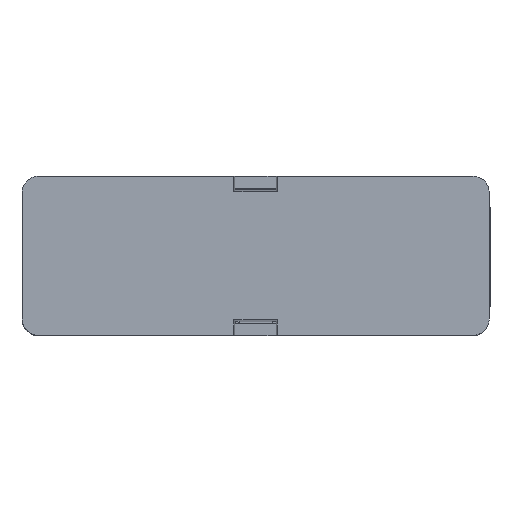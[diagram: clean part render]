
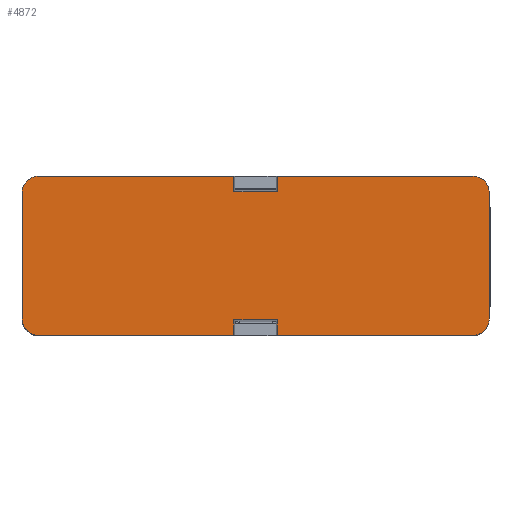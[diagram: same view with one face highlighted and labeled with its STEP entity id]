
A CAD part, top view. The second image highlights one B-rep face of the part: STEP entity #4872.
In plain terms, the highlighted planar face has unit normal (0, 0, 1).
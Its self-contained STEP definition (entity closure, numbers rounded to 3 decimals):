
#10 = VECTOR ( 'NONE', #3196, 1000. ) ;
#17 = CIRCLE ( 'NONE', #2304, 2.032 ) ;
#146 = EDGE_CURVE ( 'NONE', #1682, #6046, #6937, .T. ) ;
#156 = CARTESIAN_POINT ( 'NONE',  ( 2.673, 7.857, 2.54 ) ) ;
#250 = DIRECTION ( 'NONE',  ( 1., 0., 0. ) ) ;
#404 = AXIS2_PLACEMENT_3D ( 'NONE', #3960, #1514, #5756 ) ;
#447 = ORIENTED_EDGE ( 'NONE', *, *, #709, .F. ) ;
#470 = EDGE_CURVE ( 'NONE', #1930, #7847, #17, .T. ) ;
#590 = VECTOR ( 'NONE', #6135, 1000. ) ;
#709 = EDGE_CURVE ( 'NONE', #1098, #1738, #5731, .T. ) ;
#828 = CARTESIAN_POINT ( 'NONE',  ( -2.673, -7.857, 2.54 ) ) ;
#939 = DIRECTION ( 'NONE',  ( 1., 0., 0. ) ) ;
#967 = ORIENTED_EDGE ( 'NONE', *, *, #5946, .F. ) ;
#1033 = VERTEX_POINT ( 'NONE', #5551 ) ;
#1098 = VERTEX_POINT ( 'NONE', #1220 ) ;
#1206 = CARTESIAN_POINT ( 'NONE',  ( 26.643, -9.793, 2.54 ) ) ;
#1220 = CARTESIAN_POINT ( 'NONE',  ( 26.643, -9.793, 2.54 ) ) ;
#1285 = CARTESIAN_POINT ( 'NONE',  ( -2.673, -9.793, 2.54 ) ) ;
#1361 = FACE_OUTER_BOUND ( 'NONE', #6958, .T. ) ;
#1506 = LINE ( 'NONE', #1556, #1790 ) ;
#1514 = DIRECTION ( 'NONE',  ( 0., 0., 1. ) ) ;
#1556 = CARTESIAN_POINT ( 'NONE',  ( 2.673, 9.793, 2.54 ) ) ;
#1611 = LINE ( 'NONE', #1285, #10 ) ;
#1654 = VERTEX_POINT ( 'NONE', #2577 ) ;
#1682 = VERTEX_POINT ( 'NONE', #7454 ) ;
#1738 = VERTEX_POINT ( 'NONE', #7538 ) ;
#1790 = VECTOR ( 'NONE', #3319, 1000. ) ;
#1816 = ORIENTED_EDGE ( 'NONE', *, *, #3929, .F. ) ;
#1817 = CARTESIAN_POINT ( 'NONE',  ( 2.673, 9.793, 2.54 ) ) ;
#1849 = ORIENTED_EDGE ( 'NONE', *, *, #146, .T. ) ;
#1930 = VERTEX_POINT ( 'NONE', #7176 ) ;
#1972 = CIRCLE ( 'NONE', #3524, 2.032 ) ;
#2016 = DIRECTION ( 'NONE',  ( 0., -1., 0. ) ) ;
#2050 = CARTESIAN_POINT ( 'NONE',  ( 26.643, -7.761, 2.54 ) ) ;
#2081 = CARTESIAN_POINT ( 'NONE',  ( -26.643, -7.761, 2.54 ) ) ;
#2118 = ORIENTED_EDGE ( 'NONE', *, *, #7783, .F. ) ;
#2158 = CARTESIAN_POINT ( 'NONE',  ( 2.673, -9.793, 2.54 ) ) ;
#2171 = VECTOR ( 'NONE', #4756, 1000. ) ;
#2293 = EDGE_CURVE ( 'NONE', #6318, #7347, #2653, .T. ) ;
#2304 = AXIS2_PLACEMENT_3D ( 'NONE', #2081, #6910, #250 ) ;
#2341 = EDGE_CURVE ( 'NONE', #1738, #6831, #4197, .T. ) ;
#2496 = AXIS2_PLACEMENT_3D ( 'NONE', #2050, #6289, #7678 ) ;
#2519 = CARTESIAN_POINT ( 'NONE',  ( -26.643, 9.793, 2.54 ) ) ;
#2521 = VECTOR ( 'NONE', #2894, 1000. ) ;
#2577 = CARTESIAN_POINT ( 'NONE',  ( -2.673, 9.793, 2.54 ) ) ;
#2653 = LINE ( 'NONE', #3277, #3516 ) ;
#2693 = DIRECTION ( 'NONE',  ( 0., 0., 1. ) ) ;
#2743 = EDGE_CURVE ( 'NONE', #1033, #4833, #7578, .T. ) ;
#2894 = DIRECTION ( 'NONE',  ( -1., 0., 0. ) ) ;
#2917 = CARTESIAN_POINT ( 'NONE',  ( -2.673, 9.793, 2.54 ) ) ;
#2971 = CARTESIAN_POINT ( 'NONE',  ( -26.643, -9.793, 2.54 ) ) ;
#3007 = CARTESIAN_POINT ( 'NONE',  ( 26.643, 9.793, 2.54 ) ) ;
#3073 = CARTESIAN_POINT ( 'NONE',  ( 0., 0., 2.54 ) ) ;
#3196 = DIRECTION ( 'NONE',  ( -1., 0., 0. ) ) ;
#3277 = CARTESIAN_POINT ( 'NONE',  ( 28.675, -7.761, 2.54 ) ) ;
#3281 = CARTESIAN_POINT ( 'NONE',  ( 28.675, 7.761, 2.54 ) ) ;
#3298 = DIRECTION ( 'NONE',  ( 0., 1., 0. ) ) ;
#3319 = DIRECTION ( 'NONE',  ( 1., 0., 0. ) ) ;
#3459 = DIRECTION ( 'NONE',  ( -1., 0., 0. ) ) ;
#3471 = CIRCLE ( 'NONE', #404, 2.032 ) ;
#3516 = VECTOR ( 'NONE', #3298, 1000. ) ;
#3524 = AXIS2_PLACEMENT_3D ( 'NONE', #7514, #2693, #939 ) ;
#3538 = CARTESIAN_POINT ( 'NONE',  ( -28.675, -7.761, 2.54 ) ) ;
#3548 = ORIENTED_EDGE ( 'NONE', *, *, #2293, .T. ) ;
#3822 = VECTOR ( 'NONE', #3459, 1000. ) ;
#3823 = DIRECTION ( 'NONE',  ( 0., 1., 0. ) ) ;
#3920 = DIRECTION ( 'NONE',  ( 0., 1., 0. ) ) ;
#3929 = EDGE_CURVE ( 'NONE', #5081, #1654, #6656, .T. ) ;
#3960 = CARTESIAN_POINT ( 'NONE',  ( 26.643, 7.761, 2.54 ) ) ;
#4172 = ORIENTED_EDGE ( 'NONE', *, *, #7364, .T. ) ;
#4197 = LINE ( 'NONE', #2158, #6447 ) ;
#4271 = CARTESIAN_POINT ( 'NONE',  ( -28.675, 7.761, 2.54 ) ) ;
#4389 = VECTOR ( 'NONE', #5910, 1000. ) ;
#4586 = LINE ( 'NONE', #7089, #3822 ) ;
#4756 = DIRECTION ( 'NONE',  ( 0., 1., 0. ) ) ;
#4826 = DIRECTION ( 'NONE',  ( 0., 0., 1. ) ) ;
#4833 = VERTEX_POINT ( 'NONE', #6009 ) ;
#4872 = ADVANCED_FACE ( 'NONE', ( #1361 ), #4905, .T. ) ;
#4905 = PLANE ( 'NONE',  #5875 ) ;
#4982 = CARTESIAN_POINT ( 'NONE',  ( -26.643, 9.793, 2.54 ) ) ;
#5066 = EDGE_CURVE ( 'NONE', #1682, #7860, #7535, .T. ) ;
#5074 = ORIENTED_EDGE ( 'NONE', *, *, #5167, .T. ) ;
#5081 = VERTEX_POINT ( 'NONE', #2519 ) ;
#5167 = EDGE_CURVE ( 'NONE', #7347, #5427, #3471, .T. ) ;
#5427 = VERTEX_POINT ( 'NONE', #3007 ) ;
#5430 = ORIENTED_EDGE ( 'NONE', *, *, #7207, .F. ) ;
#5447 = ORIENTED_EDGE ( 'NONE', *, *, #5066, .F. ) ;
#5473 = DIRECTION ( 'NONE',  ( -1., 0., 0. ) ) ;
#5551 = CARTESIAN_POINT ( 'NONE',  ( -2.673, -7.857, 2.54 ) ) ;
#5731 = LINE ( 'NONE', #1206, #2521 ) ;
#5756 = DIRECTION ( 'NONE',  ( 1., 0., 0. ) ) ;
#5873 = CIRCLE ( 'NONE', #2496, 2.032 ) ;
#5875 = AXIS2_PLACEMENT_3D ( 'NONE', #3073, #4826, #7831 ) ;
#5910 = DIRECTION ( 'NONE',  ( 0., -1., 0. ) ) ;
#5946 = EDGE_CURVE ( 'NONE', #6831, #1033, #4586, .T. ) ;
#5974 = ORIENTED_EDGE ( 'NONE', *, *, #6904, .T. ) ;
#5979 = CARTESIAN_POINT ( 'NONE',  ( -2.673, 7.857, 2.54 ) ) ;
#6002 = VECTOR ( 'NONE', #3823, 1000. ) ;
#6009 = CARTESIAN_POINT ( 'NONE',  ( -2.673, -9.793, 2.54 ) ) ;
#6026 = VERTEX_POINT ( 'NONE', #4271 ) ;
#6046 = VERTEX_POINT ( 'NONE', #5979 ) ;
#6135 = DIRECTION ( 'NONE',  ( 1., 0., 0. ) ) ;
#6173 = VECTOR ( 'NONE', #5473, 1000. ) ;
#6189 = ORIENTED_EDGE ( 'NONE', *, *, #470, .T. ) ;
#6289 = DIRECTION ( 'NONE',  ( 0., 0., 1. ) ) ;
#6308 = CARTESIAN_POINT ( 'NONE',  ( 28.675, -7.761, 2.54 ) ) ;
#6318 = VERTEX_POINT ( 'NONE', #6308 ) ;
#6447 = VECTOR ( 'NONE', #3920, 1000. ) ;
#6502 = ORIENTED_EDGE ( 'NONE', *, *, #2341, .F. ) ;
#6656 = LINE ( 'NONE', #4982, #590 ) ;
#6793 = EDGE_CURVE ( 'NONE', #4833, #7847, #1611, .T. ) ;
#6831 = VERTEX_POINT ( 'NONE', #7595 ) ;
#6866 = ORIENTED_EDGE ( 'NONE', *, *, #6793, .F. ) ;
#6904 = EDGE_CURVE ( 'NONE', #1098, #6318, #5873, .T. ) ;
#6910 = DIRECTION ( 'NONE',  ( 0., 0., 1. ) ) ;
#6937 = LINE ( 'NONE', #7238, #6173 ) ;
#6958 = EDGE_LOOP ( 'NONE', ( #2118, #6189, #6866, #7551, #967, #6502, #447, #5974, #3548, #5074, #7242, #5447, #1849, #5430, #1816, #4172 ) ) ;
#7074 = EDGE_CURVE ( 'NONE', #7860, #5427, #1506, .T. ) ;
#7089 = CARTESIAN_POINT ( 'NONE',  ( 2.673, -7.857, 2.54 ) ) ;
#7176 = CARTESIAN_POINT ( 'NONE',  ( -28.675, -7.761, 2.54 ) ) ;
#7207 = EDGE_CURVE ( 'NONE', #1654, #6046, #7690, .T. ) ;
#7238 = CARTESIAN_POINT ( 'NONE',  ( 2.673, 7.857, 2.54 ) ) ;
#7242 = ORIENTED_EDGE ( 'NONE', *, *, #7074, .F. ) ;
#7347 = VERTEX_POINT ( 'NONE', #3281 ) ;
#7364 = EDGE_CURVE ( 'NONE', #5081, #6026, #1972, .T. ) ;
#7454 = CARTESIAN_POINT ( 'NONE',  ( 2.673, 7.857, 2.54 ) ) ;
#7514 = CARTESIAN_POINT ( 'NONE',  ( -26.643, 7.761, 2.54 ) ) ;
#7535 = LINE ( 'NONE', #156, #6002 ) ;
#7538 = CARTESIAN_POINT ( 'NONE',  ( 2.673, -9.793, 2.54 ) ) ;
#7551 = ORIENTED_EDGE ( 'NONE', *, *, #2743, .F. ) ;
#7578 = LINE ( 'NONE', #828, #7674 ) ;
#7582 = LINE ( 'NONE', #3538, #2171 ) ;
#7595 = CARTESIAN_POINT ( 'NONE',  ( 2.673, -7.857, 2.54 ) ) ;
#7674 = VECTOR ( 'NONE', #2016, 1000. ) ;
#7678 = DIRECTION ( 'NONE',  ( 1., 0., 0. ) ) ;
#7690 = LINE ( 'NONE', #2917, #4389 ) ;
#7783 = EDGE_CURVE ( 'NONE', #1930, #6026, #7582, .T. ) ;
#7831 = DIRECTION ( 'NONE',  ( 1., 0., 0. ) ) ;
#7847 = VERTEX_POINT ( 'NONE', #2971 ) ;
#7860 = VERTEX_POINT ( 'NONE', #1817 ) ;
